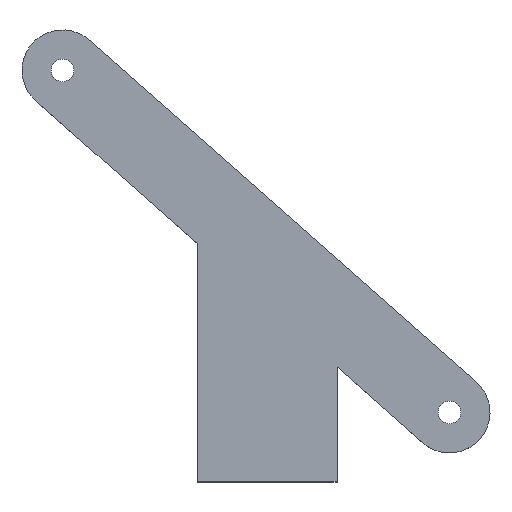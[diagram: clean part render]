
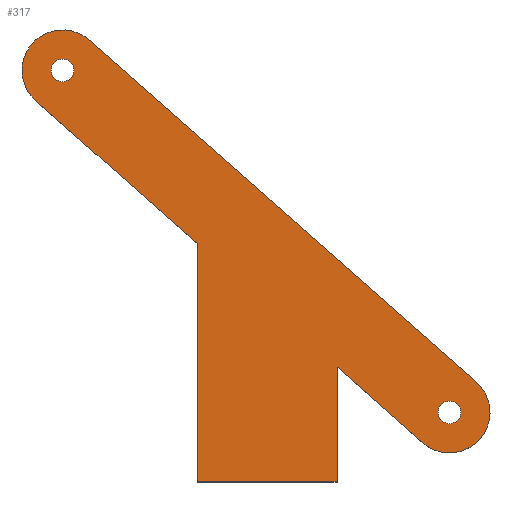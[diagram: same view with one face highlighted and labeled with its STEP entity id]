
A CAD part, top view. The second image highlights one B-rep face of the part: STEP entity #317.
In plain terms, the highlighted planar face has unit normal (0, 0, 1).
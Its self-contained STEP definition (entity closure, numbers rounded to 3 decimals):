
#5 = DIRECTION ( 'NONE',  ( 1., 0., 0. ) ) ;
#14 = VERTEX_POINT ( 'NONE', #726 ) ;
#17 = CARTESIAN_POINT ( 'NONE',  ( -6.5, 0., 3. ) ) ;
#32 = EDGE_LOOP ( 'NONE', ( #527, #128, #425, #366, #724, #267, #636, #416, #86 ) ) ;
#39 = DIRECTION ( 'NONE',  ( 0., -1., 0. ) ) ;
#41 = VERTEX_POINT ( 'NONE', #477 ) ;
#42 = DIRECTION ( 'NONE',  ( 1., 0., 0. ) ) ;
#43 = CARTESIAN_POINT ( 'NONE',  ( 9., 0., 3. ) ) ;
#46 = VERTEX_POINT ( 'NONE', #17 ) ;
#47 = AXIS2_PLACEMENT_3D ( 'NONE', #67, #573, #442 ) ;
#52 = EDGE_CURVE ( 'NONE', #46, #655, #472, .T. ) ;
#67 = CARTESIAN_POINT ( 'NONE',  ( 21.5, 7.7, 3. ) ) ;
#81 = EDGE_CURVE ( 'NONE', #251, #275, #556, .T. ) ;
#82 = CARTESIAN_POINT ( 'NONE',  ( 0., 0., 3. ) ) ;
#83 = CARTESIAN_POINT ( 'NONE',  ( 10.269, 11.62, 3. ) ) ;
#86 = ORIENTED_EDGE ( 'NONE', *, *, #584, .T. ) ;
#90 = AXIS2_PLACEMENT_3D ( 'NONE', #310, #144, #699 ) ;
#94 = ORIENTED_EDGE ( 'NONE', *, *, #81, .F. ) ;
#98 = EDGE_CURVE ( 'NONE', #465, #174, #589, .T. ) ;
#103 = LINE ( 'NONE', #606, #114 ) ;
#106 = CIRCLE ( 'NONE', #90, 1.25 ) ;
#108 = DIRECTION ( 'NONE',  ( 0., 0., 1. ) ) ;
#111 = DIRECTION ( 'NONE',  ( 0., 0., 1. ) ) ;
#113 = CARTESIAN_POINT ( 'NONE',  ( 21.5, 7.7, 3. ) ) ;
#114 = VECTOR ( 'NONE', #39, 1000. ) ;
#128 = ORIENTED_EDGE ( 'NONE', *, *, #172, .T. ) ;
#132 = DIRECTION ( 'NONE',  ( 0., 0., 1. ) ) ;
#134 = CIRCLE ( 'NONE', #279, 4.5 ) ;
#136 = CIRCLE ( 'NONE', #47, 1.25 ) ;
#144 = DIRECTION ( 'NONE',  ( 0., 0., 1. ) ) ;
#162 = DIRECTION ( 'NONE',  ( 1., 0., 0. ) ) ;
#165 = CARTESIAN_POINT ( 'NONE',  ( 9., 12.741, 3. ) ) ;
#169 = VECTOR ( 'NONE', #305, 1000. ) ;
#172 = EDGE_CURVE ( 'NONE', #285, #46, #103, .T. ) ;
#174 = VERTEX_POINT ( 'NONE', #326 ) ;
#179 = AXIS2_PLACEMENT_3D ( 'NONE', #616, #108, #725 ) ;
#191 = AXIS2_PLACEMENT_3D ( 'NONE', #113, #111, #5 ) ;
#195 = CARTESIAN_POINT ( 'NONE',  ( 10.269, 11.62, 3. ) ) ;
#203 = AXIS2_PLACEMENT_3D ( 'NONE', #630, #693, #642 ) ;
#219 = CARTESIAN_POINT ( 'NONE',  ( 21.5, 7.7, 3. ) ) ;
#221 = DIRECTION ( 'NONE',  ( 0., 0., 1. ) ) ;
#225 = VERTEX_POINT ( 'NONE', #276 ) ;
#235 = VECTOR ( 'NONE', #463, 1000. ) ;
#236 = CIRCLE ( 'NONE', #579, 4.5 ) ;
#251 = VERTEX_POINT ( 'NONE', #506 ) ;
#264 = LINE ( 'NONE', #195, #377 ) ;
#267 = ORIENTED_EDGE ( 'NONE', *, *, #448, .T. ) ;
#272 = EDGE_CURVE ( 'NONE', #465, #14, #134, .T. ) ;
#275 = VERTEX_POINT ( 'NONE', #484 ) ;
#276 = CARTESIAN_POINT ( 'NONE',  ( 22.75, 7.7, 3. ) ) ;
#279 = AXIS2_PLACEMENT_3D ( 'NONE', #471, #553, #42 ) ;
#285 = VERTEX_POINT ( 'NONE', #706 ) ;
#298 = CARTESIAN_POINT ( 'NONE',  ( 16.229, 18.364, 3. ) ) ;
#299 = EDGE_CURVE ( 'NONE', #275, #251, #106, .T. ) ;
#300 = CARTESIAN_POINT ( 'NONE',  ( -21.5, 45.7, 3. ) ) ;
#305 = DIRECTION ( 'NONE',  ( 0.749, -0.662, 0. ) ) ;
#309 = VERTEX_POINT ( 'NONE', #605 ) ;
#310 = CARTESIAN_POINT ( 'NONE',  ( -21.5, 45.7, 3. ) ) ;
#317 = ADVANCED_FACE ( 'NONE', ( #547, #493, #712 ), #390, .T. ) ;
#324 = VERTEX_POINT ( 'NONE', #664 ) ;
#326 = CARTESIAN_POINT ( 'NONE',  ( 24.48, 11.072, 3. ) ) ;
#351 = DIRECTION ( 'NONE',  ( 1., 0., 0. ) ) ;
#366 = ORIENTED_EDGE ( 'NONE', *, *, #381, .T. ) ;
#374 = EDGE_CURVE ( 'NONE', #225, #41, #136, .T. ) ;
#377 = VECTOR ( 'NONE', #707, 1000. ) ;
#381 = EDGE_CURVE ( 'NONE', #655, #432, #678, .T. ) ;
#390 = PLANE ( 'NONE',  #179 ) ;
#397 = CARTESIAN_POINT ( 'NONE',  ( -18.52, 49.072, 3. ) ) ;
#402 = DIRECTION ( 'NONE',  ( 0., 1., 0. ) ) ;
#409 = ORIENTED_EDGE ( 'NONE', *, *, #299, .F. ) ;
#416 = ORIENTED_EDGE ( 'NONE', *, *, #272, .T. ) ;
#425 = ORIENTED_EDGE ( 'NONE', *, *, #52, .T. ) ;
#432 = VERTEX_POINT ( 'NONE', #165 ) ;
#442 = DIRECTION ( 'NONE',  ( 1., 0., 0. ) ) ;
#445 = CIRCLE ( 'NONE', #732, 4.5 ) ;
#448 = EDGE_CURVE ( 'NONE', #309, #174, #236, .T. ) ;
#463 = DIRECTION ( 'NONE',  ( 0.749, -0.662, 0. ) ) ;
#465 = VERTEX_POINT ( 'NONE', #397 ) ;
#471 = CARTESIAN_POINT ( 'NONE',  ( -21.5, 45.7, 3. ) ) ;
#472 = LINE ( 'NONE', #82, #613 ) ;
#474 = EDGE_CURVE ( 'NONE', #41, #225, #718, .T. ) ;
#477 = CARTESIAN_POINT ( 'NONE',  ( 20.25, 7.7, 3. ) ) ;
#484 = CARTESIAN_POINT ( 'NONE',  ( -22.75, 45.7, 3. ) ) ;
#493 = FACE_BOUND ( 'NONE', #545, .T. ) ;
#506 = CARTESIAN_POINT ( 'NONE',  ( -20.25, 45.7, 3. ) ) ;
#517 = EDGE_LOOP ( 'NONE', ( #409, #94 ) ) ;
#527 = ORIENTED_EDGE ( 'NONE', *, *, #730, .T. ) ;
#545 = EDGE_LOOP ( 'NONE', ( #619, #709 ) ) ;
#547 = FACE_BOUND ( 'NONE', #517, .T. ) ;
#553 = DIRECTION ( 'NONE',  ( 0., 0., 1. ) ) ;
#556 = CIRCLE ( 'NONE', #203, 1.25 ) ;
#562 = CARTESIAN_POINT ( 'NONE',  ( 9., 0., 3. ) ) ;
#573 = DIRECTION ( 'NONE',  ( 0., 0., 1. ) ) ;
#579 = AXIS2_PLACEMENT_3D ( 'NONE', #219, #221, #162 ) ;
#584 = EDGE_CURVE ( 'NONE', #14, #324, #445, .T. ) ;
#589 = LINE ( 'NONE', #298, #235 ) ;
#604 = VECTOR ( 'NONE', #402, 1000. ) ;
#605 = CARTESIAN_POINT ( 'NONE',  ( 18.52, 4.328, 3. ) ) ;
#606 = CARTESIAN_POINT ( 'NONE',  ( -6.5, 0., 3. ) ) ;
#613 = VECTOR ( 'NONE', #351, 1000. ) ;
#616 = CARTESIAN_POINT ( 'NONE',  ( 0., 0., 3. ) ) ;
#619 = ORIENTED_EDGE ( 'NONE', *, *, #474, .F. ) ;
#630 = CARTESIAN_POINT ( 'NONE',  ( -21.5, 45.7, 3. ) ) ;
#634 = DIRECTION ( 'NONE',  ( 1., 0., 0. ) ) ;
#636 = ORIENTED_EDGE ( 'NONE', *, *, #98, .F. ) ;
#642 = DIRECTION ( 'NONE',  ( 1., 0., 0. ) ) ;
#652 = LINE ( 'NONE', #83, #169 ) ;
#655 = VERTEX_POINT ( 'NONE', #43 ) ;
#664 = CARTESIAN_POINT ( 'NONE',  ( -24.48, 42.328, 3. ) ) ;
#666 = EDGE_CURVE ( 'NONE', #432, #309, #264, .T. ) ;
#678 = LINE ( 'NONE', #562, #604 ) ;
#693 = DIRECTION ( 'NONE',  ( 0., 0., 1. ) ) ;
#699 = DIRECTION ( 'NONE',  ( 1., 0., 0. ) ) ;
#706 = CARTESIAN_POINT ( 'NONE',  ( -6.5, 26.439, 3. ) ) ;
#707 = DIRECTION ( 'NONE',  ( 0.749, -0.662, 0. ) ) ;
#709 = ORIENTED_EDGE ( 'NONE', *, *, #374, .F. ) ;
#712 = FACE_OUTER_BOUND ( 'NONE', #32, .T. ) ;
#718 = CIRCLE ( 'NONE', #191, 1.25 ) ;
#724 = ORIENTED_EDGE ( 'NONE', *, *, #666, .T. ) ;
#725 = DIRECTION ( 'NONE',  ( 1., 0., 0. ) ) ;
#726 = CARTESIAN_POINT ( 'NONE',  ( -26., 45.7, 3. ) ) ;
#730 = EDGE_CURVE ( 'NONE', #324, #285, #652, .T. ) ;
#732 = AXIS2_PLACEMENT_3D ( 'NONE', #300, #132, #634 ) ;
